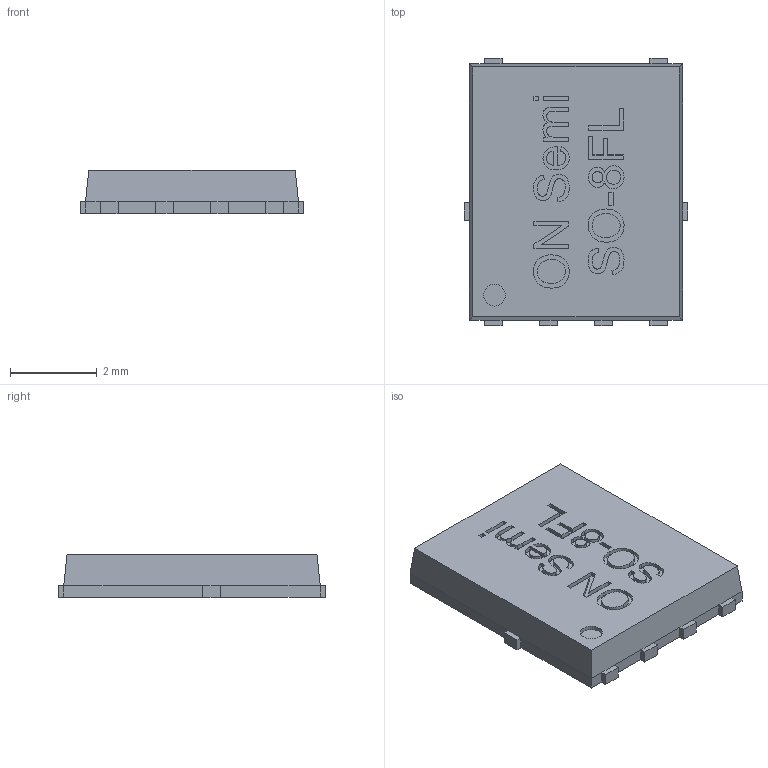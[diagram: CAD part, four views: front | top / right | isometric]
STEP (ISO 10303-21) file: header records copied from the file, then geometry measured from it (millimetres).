
FILE_DESCRIPTION(/* description */ (''),/* implementation_level */ '2;1');
FILE_NAME(/* name */ 'SO-8FL.stp',/* time_stamp */ '2020-03-13T02:05:50+09:00',/* author */ ('yusaku'),/* organization */ (''),/* preprocessor_version */ 'ST-DEVELOPER v18',/* originating_system */ 'Autodesk Inventor 2020',/* authorisation */ '');
FILE_SCHEMA (('AUTOMOTIVE_DESIGN { 1 0 10303 214 3 1 1 }'));
Length unit declared in the file: millimetre
Products named in the file (1): SO-8FL
Bounding box: 5.15 x 6.15 x 1 mm (x, y, z)
Volume: 28.1 mm3; surface area: 83.6 mm2
Topology: 1 solids, 1 shells, 224 faces, 591 edges, 388 vertices
Faces by surface type: plane 145, bspline 78, cylinder 1
Full cylindrical faces by diameter (mm): 0.5 x1
Entity records: 7557 total; most frequent: CARTESIAN_POINT 2286, ORIENTED_EDGE 1182, DIRECTION 733, EDGE_CURVE 591, LINE 431, VECTOR 431, VERTEX_POINT 388, EDGE_LOOP 243
